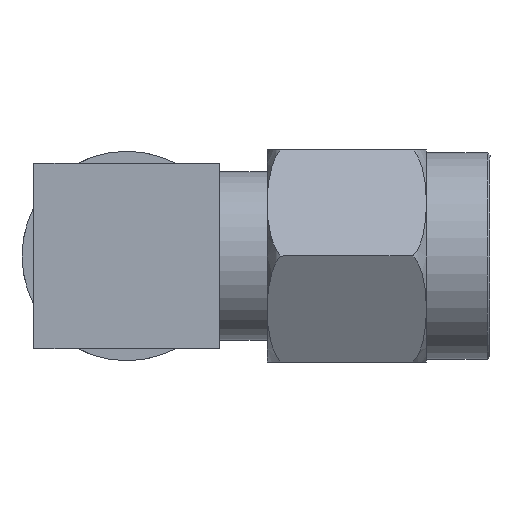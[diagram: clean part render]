
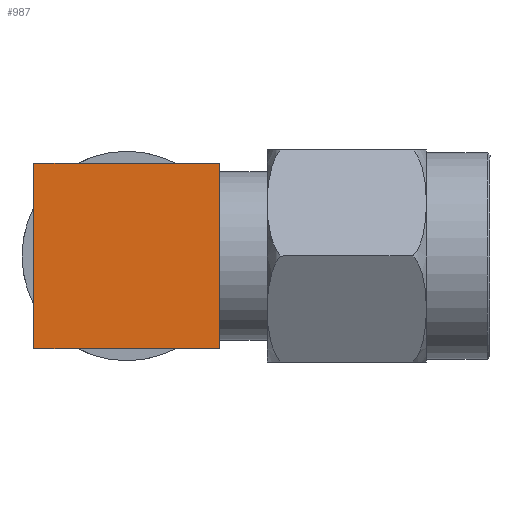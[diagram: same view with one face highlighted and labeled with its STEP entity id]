
A CAD part, front view. The second image highlights one B-rep face of the part: STEP entity #987.
In plain terms, the highlighted planar face has unit normal (0, -1, 0).
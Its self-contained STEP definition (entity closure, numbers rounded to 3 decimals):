
#22 = EDGE_LOOP ( 'NONE', ( #3038, #1469, #1418, #1632 ) ) ;
#40 = CARTESIAN_POINT ( 'NONE',  ( -3.5, -3.5, -3.5 ) ) ;
#55 = LINE ( 'NONE', #325, #1909 ) ;
#192 = PLANE ( 'NONE',  #2477 ) ;
#325 = CARTESIAN_POINT ( 'NONE',  ( 3.5, -3.5, 3.5 ) ) ;
#367 = EDGE_CURVE ( 'NONE', #632, #2441, #2273, .T. ) ;
#371 = CARTESIAN_POINT ( 'NONE',  ( 3.5, -3.5, 0. ) ) ;
#616 = DIRECTION ( 'NONE',  ( 0., 0., 1. ) ) ;
#632 = VERTEX_POINT ( 'NONE', #40 ) ;
#708 = EDGE_CURVE ( 'NONE', #2441, #1637, #55, .T. ) ;
#765 = EDGE_CURVE ( 'NONE', #1172, #1637, #2008, .T. ) ;
#980 = CARTESIAN_POINT ( 'NONE',  ( 3.5, -3.5, 3.5 ) ) ;
#987 = ADVANCED_FACE ( 'NONE', ( #2719 ), #192, .T. ) ;
#1005 = VECTOR ( 'NONE', #1621, 1000. ) ;
#1142 = CARTESIAN_POINT ( 'NONE',  ( -3.5, -3.5, 0. ) ) ;
#1172 = VERTEX_POINT ( 'NONE', #2331 ) ;
#1221 = CARTESIAN_POINT ( 'NONE',  ( 3.5, -3.5, -3.5 ) ) ;
#1300 = DIRECTION ( 'NONE',  ( 1., 0., 0. ) ) ;
#1365 = VECTOR ( 'NONE', #616, 1000. ) ;
#1396 = VECTOR ( 'NONE', #1457, 1000. ) ;
#1418 = ORIENTED_EDGE ( 'NONE', *, *, #765, .T. ) ;
#1457 = DIRECTION ( 'NONE',  ( -1., 0., 0. ) ) ;
#1469 = ORIENTED_EDGE ( 'NONE', *, *, #1882, .F. ) ;
#1523 = DIRECTION ( 'NONE',  ( 0.5, 0., 0.866 ) ) ;
#1621 = DIRECTION ( 'NONE',  ( 0., 0., 1. ) ) ;
#1632 = ORIENTED_EDGE ( 'NONE', *, *, #708, .F. ) ;
#1637 = VERTEX_POINT ( 'NONE', #2236 ) ;
#1866 = CARTESIAN_POINT ( 'NONE',  ( -3.5, -3.5, 3.5 ) ) ;
#1882 = EDGE_CURVE ( 'NONE', #1172, #632, #2037, .T. ) ;
#1909 = VECTOR ( 'NONE', #1300, 1000. ) ;
#2008 = LINE ( 'NONE', #371, #1365 ) ;
#2037 = LINE ( 'NONE', #1221, #1396 ) ;
#2233 = DIRECTION ( 'NONE',  ( 0., -1., 0. ) ) ;
#2236 = CARTESIAN_POINT ( 'NONE',  ( 3.5, -3.5, 3.5 ) ) ;
#2273 = LINE ( 'NONE', #1142, #1005 ) ;
#2331 = CARTESIAN_POINT ( 'NONE',  ( 3.5, -3.5, -3.5 ) ) ;
#2441 = VERTEX_POINT ( 'NONE', #1866 ) ;
#2477 = AXIS2_PLACEMENT_3D ( 'NONE', #980, #2233, #1523 ) ;
#2719 = FACE_OUTER_BOUND ( 'NONE', #22, .T. ) ;
#3038 = ORIENTED_EDGE ( 'NONE', *, *, #367, .F. ) ;
